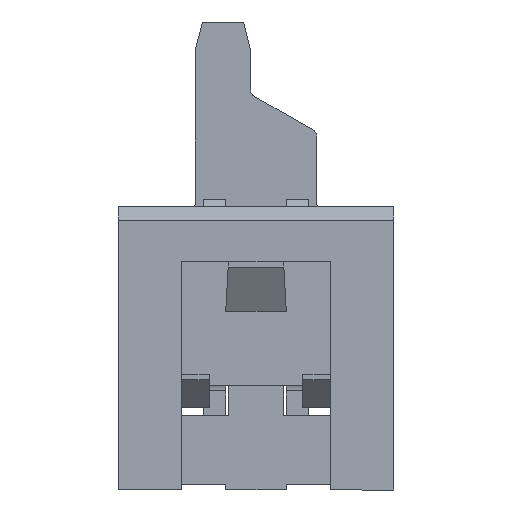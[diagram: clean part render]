
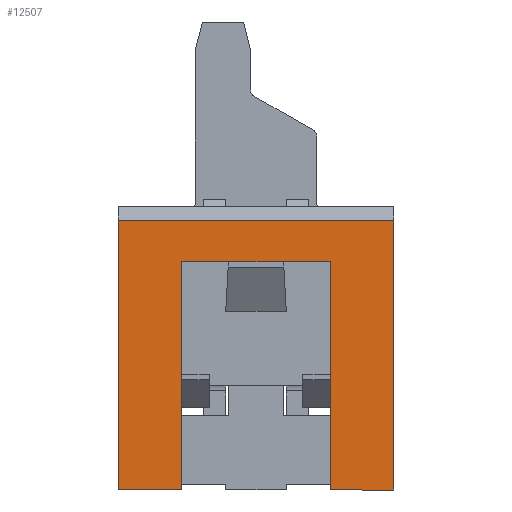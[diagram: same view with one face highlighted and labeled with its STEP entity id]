
A CAD part, left-side view. The second image highlights one B-rep face of the part: STEP entity #12507.
In plain terms, the highlighted planar face has unit normal (-1, 0, 0).
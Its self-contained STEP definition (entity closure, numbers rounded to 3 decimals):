
#2959=ORIENTED_EDGE('',*,*,#5514,.F.);
#2960=ORIENTED_EDGE('',*,*,#5515,.T.);
#2961=ORIENTED_EDGE('',*,*,#5007,.T.);
#2962=ORIENTED_EDGE('',*,*,#5516,.T.);
#2963=ORIENTED_EDGE('',*,*,#5517,.F.);
#2964=ORIENTED_EDGE('',*,*,#5518,.F.);
#2965=ORIENTED_EDGE('',*,*,#5519,.T.);
#2966=ORIENTED_EDGE('',*,*,#5520,.T.);
#5007=EDGE_CURVE('',#6507,#6508,#8035,.T.);
#5514=EDGE_CURVE('',#6910,#6911,#8490,.T.);
#5515=EDGE_CURVE('',#6910,#6507,#8491,.T.);
#5516=EDGE_CURVE('',#6508,#6912,#8492,.T.);
#5517=EDGE_CURVE('',#6913,#6912,#8493,.T.);
#5518=EDGE_CURVE('',#6914,#6913,#8494,.T.);
#5519=EDGE_CURVE('',#6914,#6915,#8495,.T.);
#5520=EDGE_CURVE('',#6915,#6911,#8496,.T.);
#6507=VERTEX_POINT('',#18614);
#6508=VERTEX_POINT('',#18615);
#6910=VERTEX_POINT('',#19585);
#6911=VERTEX_POINT('',#19586);
#6912=VERTEX_POINT('',#19589);
#6913=VERTEX_POINT('',#19591);
#6914=VERTEX_POINT('',#19593);
#6915=VERTEX_POINT('',#19595);
#8035=LINE('',#18613,#9713);
#8490=LINE('',#19584,#10168);
#8491=LINE('',#19587,#10169);
#8492=LINE('',#19588,#10170);
#8493=LINE('',#19590,#10171);
#8494=LINE('',#19592,#10172);
#8495=LINE('',#19594,#10173);
#8496=LINE('',#19596,#10174);
#9713=VECTOR('',#15132,1000.);
#10168=VECTOR('',#15813,1000.);
#10169=VECTOR('',#15814,1000.);
#10170=VECTOR('',#15815,1000.);
#10171=VECTOR('',#15816,1000.);
#10172=VECTOR('',#15817,1000.);
#10173=VECTOR('',#15818,1000.);
#10174=VECTOR('',#15819,1000.);
#10846=EDGE_LOOP('',(#2959,#2960,#2961,#2962,#2963,#2964,#2965,#2966));
#11460=FACE_BOUND('',#10846,.T.);
#12012=PLANE('',#13170);
#12507=ADVANCED_FACE('',(#11460),#12012,.F.);
#13170=AXIS2_PLACEMENT_3D('',#19583,#15811,#15812);
#15132=DIRECTION('',(0.,0.,-1.));
#15811=DIRECTION('',(1.,0.,0.));
#15812=DIRECTION('',(0.,0.,-1.));
#15813=DIRECTION('',(0.,0.,-1.));
#15814=DIRECTION('',(0.,1.,0.));
#15815=DIRECTION('',(0.,-1.,0.));
#15816=DIRECTION('',(0.,0.,-1.));
#15817=DIRECTION('',(0.,1.,0.));
#15818=DIRECTION('',(0.,0.,-1.));
#15819=DIRECTION('',(0.,-1.,0.));
#18613=CARTESIAN_POINT('',(-18.225,2.5,1.35));
#18614=CARTESIAN_POINT('',(-18.225,2.5,4.9));
#18615=CARTESIAN_POINT('',(-18.225,2.5,0.));
#19583=CARTESIAN_POINT('',(-18.225,2.5,1.35));
#19584=CARTESIAN_POINT('',(-18.225,-2.5,1.35));
#19585=CARTESIAN_POINT('',(-18.225,-2.5,4.9));
#19586=CARTESIAN_POINT('',(-18.225,-2.5,0.));
#19587=CARTESIAN_POINT('',(-18.225,2.5,4.9));
#19588=CARTESIAN_POINT('',(-18.225,2.5,0.));
#19589=CARTESIAN_POINT('',(-18.225,1.35,0.));
#19590=CARTESIAN_POINT('',(-18.225,1.35,0.1));
#19591=CARTESIAN_POINT('',(-18.225,1.35,4.15));
#19592=CARTESIAN_POINT('',(-18.225,-1.35,4.15));
#19593=CARTESIAN_POINT('',(-18.225,-1.35,4.15));
#19594=CARTESIAN_POINT('',(-18.225,-1.35,0.1));
#19595=CARTESIAN_POINT('',(-18.225,-1.35,0.));
#19596=CARTESIAN_POINT('',(-18.225,2.5,0.));
